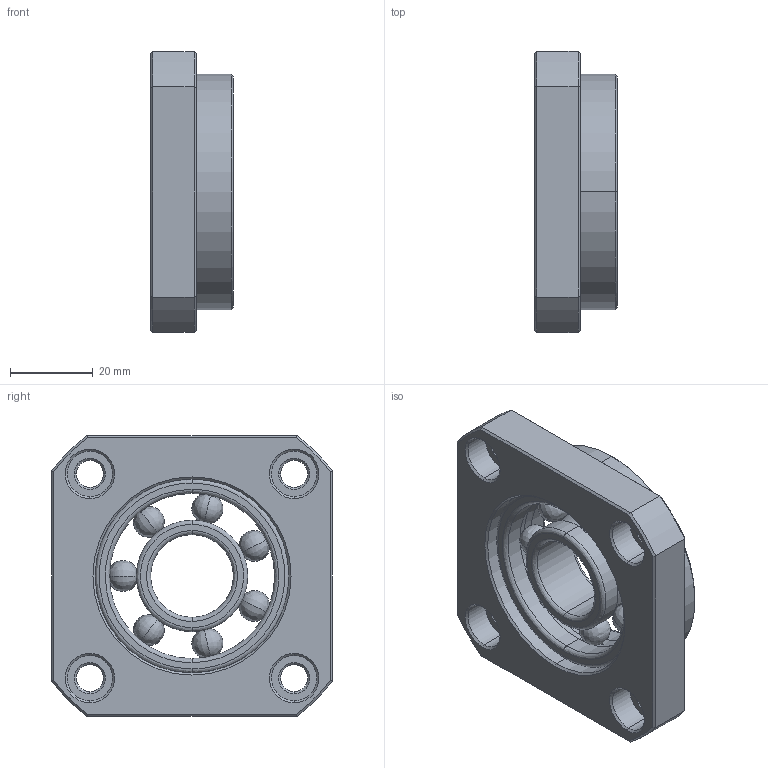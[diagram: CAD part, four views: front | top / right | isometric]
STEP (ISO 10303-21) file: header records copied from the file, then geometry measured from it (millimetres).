
FILE_DESCRIPTION (( 'STEP AP214' ), '1' );
FILE_NAME ('FFN20-Rollco.step', '2023-04-27T09:19:39', ( '' ), ( '' ), 'SwSTEP 2.0', 'SolidWorks 2010', '' );
FILE_SCHEMA (( 'AUTOMOTIVE_DESIGN' ));
Length unit declared in the file: millimetre
Products named in the file (3): FF20; FFN20_Bearing; FFN20-Rollco
Assembly tree (2 placements, depth 2):
  FFN20-Rollco
    FFN20_Bearing
    FF20
Bounding box: 20 x 68 x 68 mm (x, y, z)
Volume: 45857.1 mm3; surface area: 21761.5 mm2
Topology: 10 solids, 10 shells, 133 faces, 298 edges, 162 vertices
Faces by surface type: cone 38, bspline 36, cylinder 36, plane 23
Entity records: 4106 total; most frequent: CARTESIAN_POINT 1206, DIRECTION 594, ORIENTED_EDGE 540, EDGE_CURVE 270, AXIS2_PLACEMENT_3D 254, VERTEX_POINT 162, EDGE_LOOP 152, CIRCLE 152
